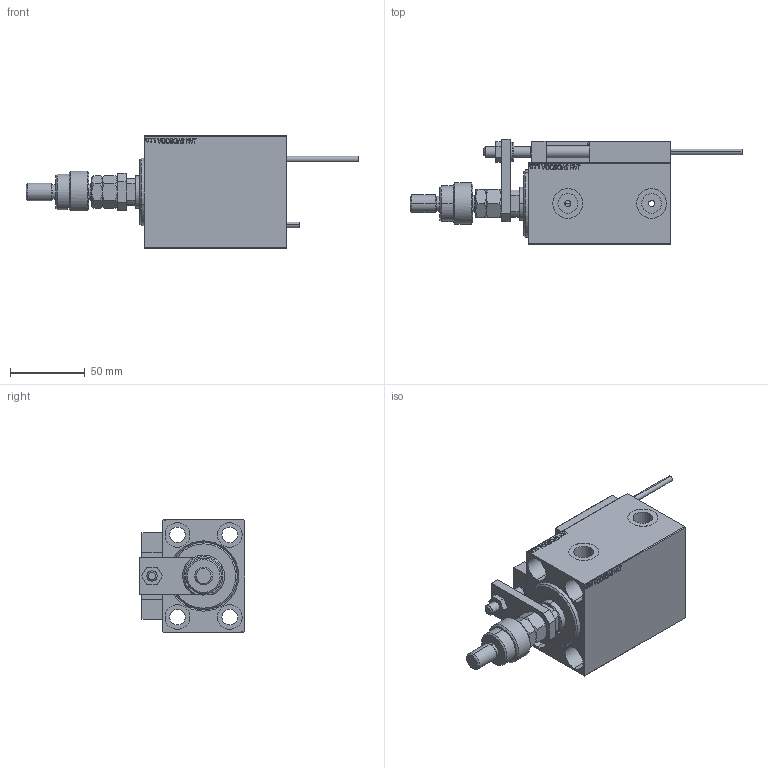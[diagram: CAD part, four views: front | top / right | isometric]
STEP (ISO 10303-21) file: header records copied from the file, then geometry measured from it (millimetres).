
FILE_DESCRIPTION (( 'STEP AP203' ), '1' );
FILE_NAME ('fc12.STEP', '2022-04-17T10:43:27', ( '' ), ( '' ), 'SwSTEP 2.0', 'SolidWorks 2019', '' );
FILE_SCHEMA (( 'CONFIG_CONTROL_DESIGN' ));
Length unit declared in the file: millimetre
Products named in the file (18): ALLEN BOLT D5 afc49d5a9ed8003d76873ca31426c932; ALLEN BOLT D8 afc49d5a9ed8003d76873ca31426c932; fc12; MAGNET afc49d5a9ed8003d76873ca31426c932; ZARAZKA afc49d5a9ed8003d76873ca31426c932; V450CM_C_Body afc49d5a9ed8003d76873ca31426c932; NUT_D12 afc49d5a9ed8003d76873ca31426c932; SWITCH DIM B,W afc49d5a9ed8003d76873ca31426c932; V450CM_C_VCP afc49d5a9ed8003d76873ca31426c932; KONCOVKA afc49d5a9ed8003d76873ca31426c932; Block afc49d5a9ed8003d76873ca31426c932; X_Y_DFA afc49d5a9ed8003d76873ca31426c932; SWITCH X afc49d5a9ed8003d76873ca31426c932; MFA afc49d5a9ed8003d76873ca31426c932; SWITCH_X_FRONT_BACK afc49d5a9ed8003d76873ca31426c932; TYC_L79 afc49d5a9ed8003d76873ca31426c932; V450CM_VC_B afc49d5a9ed8003d76873ca31426c932; FEMALE_PART_FOR_DFA afc49d5a9ed8003d76873ca31426c932
Assembly tree (27 placements, depth 3):
  fc12
    V450CM_C_Body afc49d5a9ed8003d76873ca31426c932
    SWITCH X afc49d5a9ed8003d76873ca31426c932
      SWITCH_X_FRONT_BACK afc49d5a9ed8003d76873ca31426c932  x2
      TYC_L79 afc49d5a9ed8003d76873ca31426c932
      Block afc49d5a9ed8003d76873ca31426c932  x2
      ALLEN BOLT D5 afc49d5a9ed8003d76873ca31426c932  x4
      ALLEN BOLT D8 afc49d5a9ed8003d76873ca31426c932  x4
      MAGNET afc49d5a9ed8003d76873ca31426c932  x2
      KONCOVKA afc49d5a9ed8003d76873ca31426c932  x2
    NUT_D12 afc49d5a9ed8003d76873ca31426c932
    SWITCH DIM B,W afc49d5a9ed8003d76873ca31426c932
    ZARAZKA afc49d5a9ed8003d76873ca31426c932
    V450CM_C_VCP afc49d5a9ed8003d76873ca31426c932
    V450CM_VC_B afc49d5a9ed8003d76873ca31426c932
    X_Y_DFA afc49d5a9ed8003d76873ca31426c932
      FEMALE_PART_FOR_DFA afc49d5a9ed8003d76873ca31426c932
      MFA afc49d5a9ed8003d76873ca31426c932
Bounding box: 222 x 70.5 x 75 mm (x, y, z)
Volume: 394922.2 mm3; surface area: 100441.7 mm2
Topology: 25 solids, 25 shells, 1381 faces, 3282 edges, 2087 vertices
Faces by surface type: plane 592, bspline 380, cylinder 211, cone 146, torus 48, sphere 4
Entity records: 53496 total; most frequent: CARTESIAN_POINT 26797, ORIENTED_EDGE 5584, DIRECTION 3914, EDGE_CURVE 2792, VERTEX_POINT 1811, VECTOR 1554, LINE 1554, EDGE_LOOP 1301
